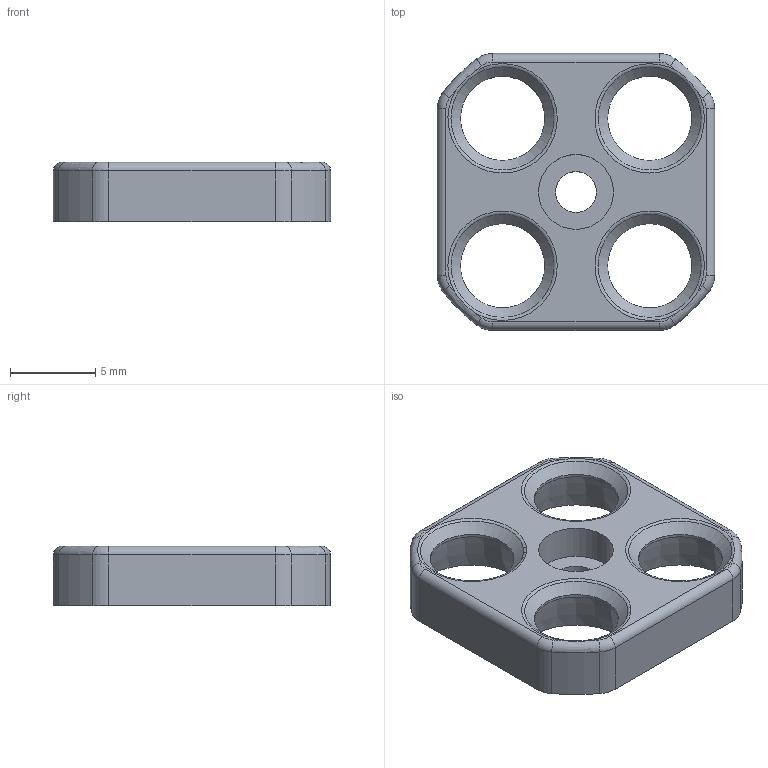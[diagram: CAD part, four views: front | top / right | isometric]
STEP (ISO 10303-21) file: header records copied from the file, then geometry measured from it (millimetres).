
FILE_DESCRIPTION(/* description */ ('Retainer, Diffuser Mount'),/* implementation_level */ '2;1');
FILE_NAME(/* name */ 'FAB-0020 Retainer, Diffuser Mount.stp',/* time_stamp */ '2015-10-19T14:30:26-04:00',/* author */ ('My Computer'),/* organization */ ('Lightforce Technology, Inc.'),/* preprocessor_version */ 'ST-DEVELOPER v16.1',/* originating_system */ 'Autodesk Inventor 2016',/* authorisation */ 'Hammond');
FILE_SCHEMA (('AUTOMOTIVE_DESIGN { 1 0 10303 214 3 1 1 }'));
Length unit declared in the file: inch
Products named in the file (1): FAB-0020 Retainer, Diffuser Mount
Bounding box: 16.28 x 16.27 x 3.5 mm (x, y, z)
Volume: 411.8 mm3; surface area: 787.7 mm2
Topology: 1 solids, 1 shells, 65 faces, 165 edges, 103 vertices
Faces by surface type: cylinder 22, plane 19, torus 16, cone 8
Full cylindrical faces by diameter (mm): 2.388 x1, 4.394 x1, 4.94 x4
Entity records: 1882 total; most frequent: CARTESIAN_POINT 352, DIRECTION 346, ORIENTED_EDGE 278, AXIS2_PLACEMENT_3D 153, EDGE_CURVE 139, VERTEX_POINT 95, EDGE_LOOP 94, CIRCLE 87
